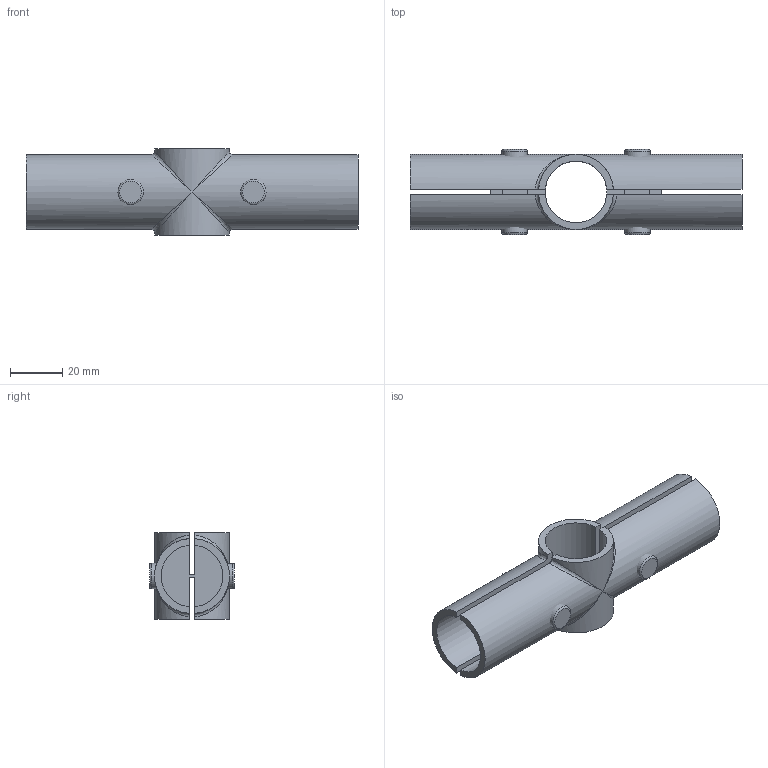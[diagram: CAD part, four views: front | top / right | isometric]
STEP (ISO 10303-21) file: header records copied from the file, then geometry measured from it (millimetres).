
FILE_DESCRIPTION(/* description */ (''),/* implementation_level */ '2;1');
FILE_NAME(/* name */ 'Maker Pipe 180 Design Connector v7.step',/* time_stamp */ '2019-07-17T21:28:18-04:00',/* author */ (''),/* organization */ (''),/* preprocessor_version */ 'ST-DEVELOPER v18',/* originating_system */ 'Autodesk Translation Framework v8.2.0.1029',/* authorisation */ '');
FILE_SCHEMA (('AUTOMOTIVE_DESIGN { 1 0 10303 214 3 1 1 }'));
Length unit declared in the file: inch
Products named in the file (1): Maker Pipe 180 Design Connector
Bounding box: 127 x 32.51 x 33.02 mm (x, y, z)
Volume: 47529.2 mm3; surface area: 24463.8 mm2
Topology: 3 solids, 3 shells, 64 faces, 170 edges, 107 vertices
Faces by surface type: plane 38, cylinder 15, bspline 7, torus 4
Full cylindrical faces by diameter (mm): 9.652 x2, 23.622 x1
Entity records: 2344 total; most frequent: CARTESIAN_POINT 721, DIRECTION 341, ORIENTED_EDGE 326, EDGE_CURVE 163, AXIS2_PLACEMENT_3D 127, VERTEX_POINT 107, LINE 87, VECTOR 87
